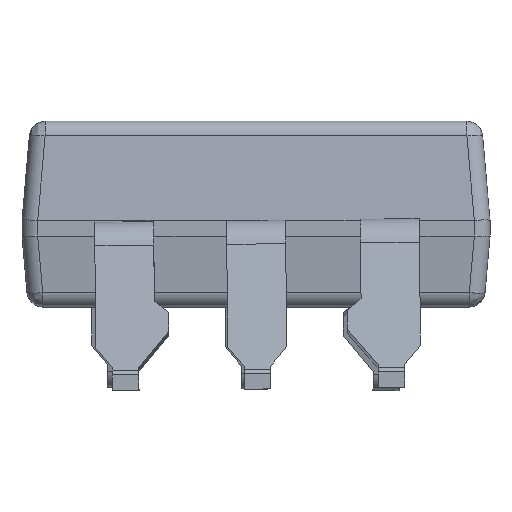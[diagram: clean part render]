
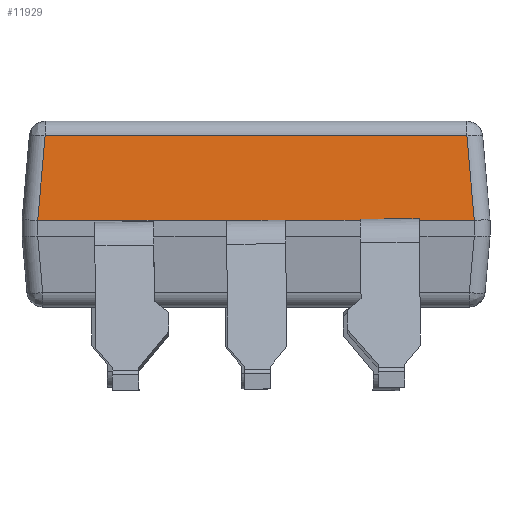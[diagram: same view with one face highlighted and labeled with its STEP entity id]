
A CAD part, front view. The second image highlights one B-rep face of the part: STEP entity #11929.
In plain terms, the highlighted planar face has unit normal (0, -0.996, 0.087).
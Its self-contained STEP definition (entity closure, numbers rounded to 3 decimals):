
#4098 = VERTEX_POINT('',#4099);
#4099 = CARTESIAN_POINT('',(4.006,-2.959,
    4.845));
#4106 = EDGE_CURVE('',#4107,#4098,#4109,.T.);
#4107 = VERTEX_POINT('',#4108);
#4108 = CARTESIAN_POINT('',(4.146,-3.1,3.238)
  );
#4109 = LINE('',#4110,#4111);
#4110 = CARTESIAN_POINT('',(4.146,-3.1,3.238)
  );
#4111 = VECTOR('',#4112,1.);
#4112 = DIRECTION('',(-0.087,0.087,
    0.992));
#4143 = EDGE_CURVE('',#4144,#4107,#4146,.T.);
#4144 = VERTEX_POINT('',#4145);
#4145 = CARTESIAN_POINT('',(4.145,-3.1,3.238));
#4146 = B_SPLINE_CURVE_WITH_KNOTS('',3,(#4147,#4148,#4149,#4150),
  .UNSPECIFIED.,.F.,.F.,(4,4),(0.,1.),.PIECEWISE_BEZIER_KNOTS.);
#4147 = CARTESIAN_POINT('',(4.145,-3.1,3.238));
#4148 = CARTESIAN_POINT('',(4.145,-3.1,3.238));
#4149 = CARTESIAN_POINT('',(4.146,-3.1,3.238
    ));
#4150 = CARTESIAN_POINT('',(4.146,-3.1,3.238)
  );
#7926 = VERTEX_POINT('',#7927);
#7927 = CARTESIAN_POINT('',(-4.006,-2.959,
    4.845));
#7934 = EDGE_CURVE('',#4098,#7926,#7935,.T.);
#7935 = LINE('',#7936,#7937);
#7936 = CARTESIAN_POINT('',(-4.445,-2.959,4.845));
#7937 = VECTOR('',#7938,1.);
#7938 = DIRECTION('',(-1.,-0.,-0.));
#11531 = VERTEX_POINT('',#11532);
#11532 = CARTESIAN_POINT('',(-4.146,-3.1,
    3.238));
#11539 = EDGE_CURVE('',#7926,#11531,#11540,.T.);
#11540 = LINE('',#11541,#11542);
#11541 = CARTESIAN_POINT('',(-4.006,-2.959,
    4.845));
#11542 = VECTOR('',#11543,1.);
#11543 = DIRECTION('',(-0.087,-0.087,
    -0.992));
#11572 = VERTEX_POINT('',#11573);
#11573 = CARTESIAN_POINT('',(-4.145,-3.1,3.238));
#11579 = EDGE_CURVE('',#11531,#11572,#11580,.T.);
#11580 = B_SPLINE_CURVE_WITH_KNOTS('',3,(#11581,#11582,#11583,#11584),
  .UNSPECIFIED.,.F.,.F.,(4,4),(0.,1.),.PIECEWISE_BEZIER_KNOTS.);
#11581 = CARTESIAN_POINT('',(-4.146,-3.1,
    3.238));
#11582 = CARTESIAN_POINT('',(-4.146,-3.1,
    3.238));
#11583 = CARTESIAN_POINT('',(-4.145,-3.1,3.238));
#11584 = CARTESIAN_POINT('',(-4.145,-3.1,3.238));
#11929 = ADVANCED_FACE('',(#11930),#11999,.T.);
#11930 = FACE_BOUND('',#11931,.T.);
#11931 = EDGE_LOOP('',(#11932,#11933,#11934,#11935,#11936,#11944,#11952,
    #11960,#11968,#11976,#11984,#11992,#11998));
#11932 = ORIENTED_EDGE('',*,*,#4106,.T.);
#11933 = ORIENTED_EDGE('',*,*,#7934,.T.);
#11934 = ORIENTED_EDGE('',*,*,#11539,.T.);
#11935 = ORIENTED_EDGE('',*,*,#11579,.T.);
#11936 = ORIENTED_EDGE('',*,*,#11937,.F.);
#11937 = EDGE_CURVE('',#11938,#11572,#11940,.T.);
#11938 = VERTEX_POINT('',#11939);
#11939 = CARTESIAN_POINT('',(0.366,-3.1,3.238));
#11940 = LINE('',#11941,#11942);
#11941 = CARTESIAN_POINT('',(4.445,-3.1,3.238));
#11942 = VECTOR('',#11943,1.);
#11943 = DIRECTION('',(-1.,-0.,-0.));
#11944 = ORIENTED_EDGE('',*,*,#11945,.T.);
#11945 = EDGE_CURVE('',#11938,#11946,#11948,.T.);
#11946 = VERTEX_POINT('',#11947);
#11947 = CARTESIAN_POINT('',(0.558,-3.1,
    3.241));
#11948 = LINE('',#11949,#11950);
#11949 = CARTESIAN_POINT('',(-1.943,-3.102,
    3.212));
#11950 = VECTOR('',#11951,1.);
#11951 = DIRECTION('',(1.,0.001,
    0.011));
#11952 = ORIENTED_EDGE('',*,*,#11953,.F.);
#11953 = EDGE_CURVE('',#11954,#11946,#11956,.T.);
#11954 = VERTEX_POINT('',#11955);
#11955 = CARTESIAN_POINT('',(0.558,-3.1,3.238));
#11956 = LINE('',#11957,#11958);
#11957 = CARTESIAN_POINT('',(0.561,-3.124,
    2.967));
#11958 = VECTOR('',#11959,1.);
#11959 = DIRECTION('',(-0.011,0.087,
    0.996));
#11960 = ORIENTED_EDGE('',*,*,#11961,.F.);
#11961 = EDGE_CURVE('',#11962,#11954,#11964,.T.);
#11962 = VERTEX_POINT('',#11963);
#11963 = CARTESIAN_POINT('',(1.979,-3.1,3.238));
#11964 = LINE('',#11965,#11966);
#11965 = CARTESIAN_POINT('',(4.445,-3.1,3.238));
#11966 = VECTOR('',#11967,1.);
#11967 = DIRECTION('',(-1.,-0.,-0.));
#11968 = ORIENTED_EDGE('',*,*,#11969,.T.);
#11969 = EDGE_CURVE('',#11962,#11970,#11972,.T.);
#11970 = VERTEX_POINT('',#11971);
#11971 = CARTESIAN_POINT('',(1.978,-3.098,
    3.257));
#11972 = LINE('',#11973,#11974);
#11973 = CARTESIAN_POINT('',(1.981,-3.122,
    2.983));
#11974 = VECTOR('',#11975,1.);
#11975 = DIRECTION('',(-0.011,0.087,
    0.996));
#11976 = ORIENTED_EDGE('',*,*,#11977,.T.);
#11977 = EDGE_CURVE('',#11970,#11978,#11980,.T.);
#11978 = VERTEX_POINT('',#11979);
#11979 = CARTESIAN_POINT('',(3.098,-3.097,
    3.27));
#11980 = LINE('',#11981,#11982);
#11981 = CARTESIAN_POINT('',(-0.673,-3.101,
    3.227));
#11982 = VECTOR('',#11983,1.);
#11983 = DIRECTION('',(1.,0.001,
    0.011));
#11984 = ORIENTED_EDGE('',*,*,#11985,.F.);
#11985 = EDGE_CURVE('',#11986,#11978,#11988,.T.);
#11986 = VERTEX_POINT('',#11987);
#11987 = CARTESIAN_POINT('',(3.099,-3.1,3.238));
#11988 = LINE('',#11989,#11990);
#11989 = CARTESIAN_POINT('',(3.101,-3.121,
    2.996));
#11990 = VECTOR('',#11991,1.);
#11991 = DIRECTION('',(-0.011,0.087,
    0.996));
#11992 = ORIENTED_EDGE('',*,*,#11993,.F.);
#11993 = EDGE_CURVE('',#4144,#11986,#11994,.T.);
#11994 = LINE('',#11995,#11996);
#11995 = CARTESIAN_POINT('',(4.445,-3.1,3.238));
#11996 = VECTOR('',#11997,1.);
#11997 = DIRECTION('',(-1.,-0.,-0.));
#11998 = ORIENTED_EDGE('',*,*,#4143,.T.);
#11999 = PLANE('',#12000);
#12000 = AXIS2_PLACEMENT_3D('',#12001,#12002,#12003);
#12001 = CARTESIAN_POINT('',(-4.445,-3.1,3.238));
#12002 = DIRECTION('',(0.,-0.996,0.087));
#12003 = DIRECTION('',(0.,-0.087,-0.996));
